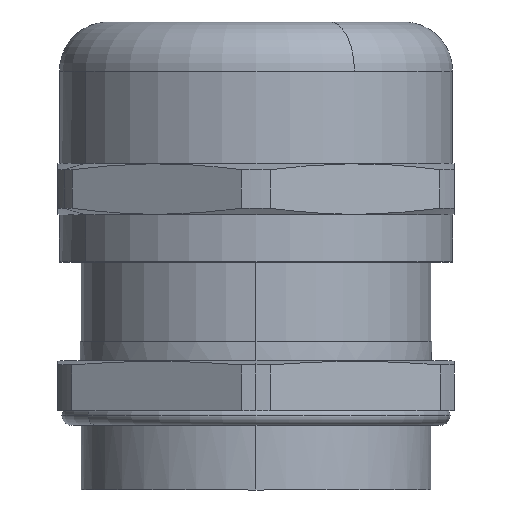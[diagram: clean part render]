
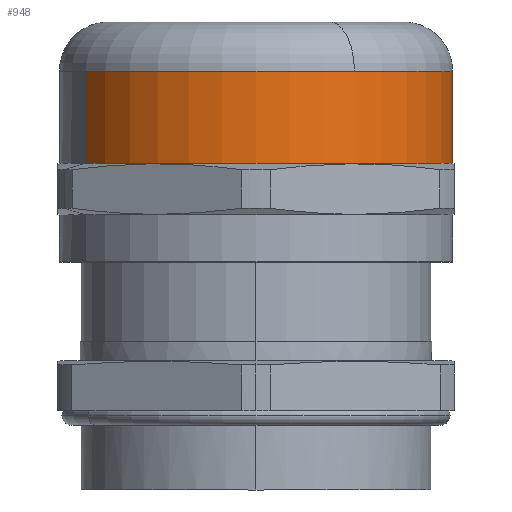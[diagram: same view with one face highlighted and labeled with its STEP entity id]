
A CAD part, front view. The second image highlights one B-rep face of the part: STEP entity #948.
In plain terms, the highlighted cylindrical face has radius 19.815 mm (diameter 39.63 mm), a partial arc.
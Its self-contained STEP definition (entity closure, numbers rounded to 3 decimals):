
#815=AXIS2_PLACEMENT_3D('Circle Axis2P3D',#813,#814,$) ;
#927=AXIS2_PLACEMENT_3D('Cylinder Axis2P3D',#924,#925,#926) ;
#931=AXIS2_PLACEMENT_3D('Circle Axis2P3D',#929,#930,$) ;
#938=AXIS2_PLACEMENT_3D('Circle Axis2P3D',#936,#937,$) ;
#780=CARTESIAN_POINT('Vertex',(2.84,12.398,32.91)) ;
#787=CARTESIAN_POINT('Vertex',(37.16,32.213,32.91)) ;
#813=CARTESIAN_POINT('Axis2P3D Location',(20.,22.305,32.91)) ;
#884=CARTESIAN_POINT('Line Origine',(2.84,12.398,37.56)) ;
#888=CARTESIAN_POINT('Vertex',(2.84,12.398,42.21)) ;
#908=CARTESIAN_POINT('Vertex',(37.16,32.213,42.21)) ;
#911=CARTESIAN_POINT('Line Origine',(37.16,32.213,37.56)) ;
#924=CARTESIAN_POINT('Axis2P3D Location',(20.,22.305,37.56)) ;
#929=CARTESIAN_POINT('Axis2P3D Location',(20.,22.305,42.21)) ;
#933=CARTESIAN_POINT('Vertex',(29.908,5.145,42.21)) ;
#936=CARTESIAN_POINT('Axis2P3D Location',(20.,22.305,42.21)) ;
#814=DIRECTION('Axis2P3D Direction',(0.,0.,-1.)) ;
#885=DIRECTION('Vector Direction',(0.,0.,-1.)) ;
#912=DIRECTION('Vector Direction',(0.,0.,-1.)) ;
#925=DIRECTION('Axis2P3D Direction',(0.,0.,-1.)) ;
#926=DIRECTION('Axis2P3D XDirection',(0.866,0.5,0.)) ;
#930=DIRECTION('Axis2P3D Direction',(0.,0.,-1.)) ;
#937=DIRECTION('Axis2P3D Direction',(0.,0.,-1.)) ;
#886=VECTOR('Line Direction',#885,1.) ;
#913=VECTOR('Line Direction',#912,1.) ;
#942=ORIENTED_EDGE('',*,*,#915,.T.) ;
#943=ORIENTED_EDGE('',*,*,#935,.T.) ;
#944=ORIENTED_EDGE('',*,*,#940,.T.) ;
#945=ORIENTED_EDGE('',*,*,#890,.T.) ;
#946=ORIENTED_EDGE('',*,*,#817,.F.) ;
#948=ADVANCED_FACE('65291_PG29_OT\\Volumenk\X2\00F6\X0\rper1',(#947),#928,.T.) ;
#816=CIRCLE('generated circle',#815,19.815) ;
#932=CIRCLE('generated circle',#931,19.815) ;
#939=CIRCLE('generated circle',#938,19.815) ;
#928=CYLINDRICAL_SURFACE('generated cylinder',#927,19.815) ;
#817=EDGE_CURVE('',#788,#781,#816,.T.) ;
#890=EDGE_CURVE('',#889,#781,#887,.T.) ;
#915=EDGE_CURVE('',#788,#909,#914,.F.) ;
#935=EDGE_CURVE('',#909,#934,#932,.T.) ;
#940=EDGE_CURVE('',#934,#889,#939,.T.) ;
#941=EDGE_LOOP('',(#942,#943,#944,#945,#946)) ;
#947=FACE_OUTER_BOUND('',#941,.T.) ;
#887=LINE('Line',#884,#886) ;
#914=LINE('Line',#911,#913) ;
#781=VERTEX_POINT('',#780) ;
#788=VERTEX_POINT('',#787) ;
#889=VERTEX_POINT('',#888) ;
#909=VERTEX_POINT('',#908) ;
#934=VERTEX_POINT('',#933) ;
